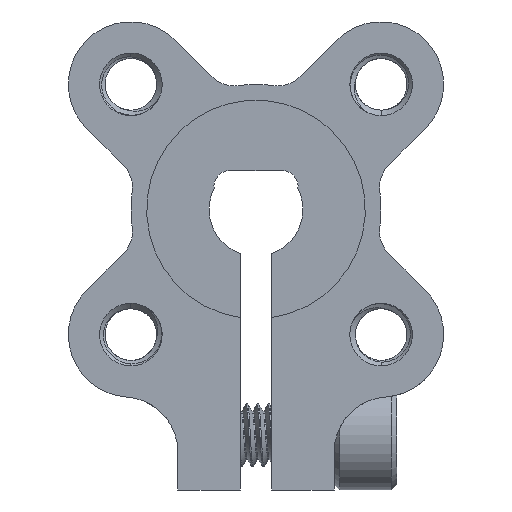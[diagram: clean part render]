
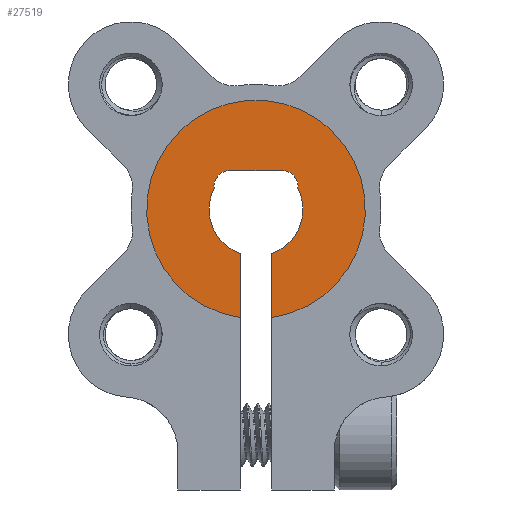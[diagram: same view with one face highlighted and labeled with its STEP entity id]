
A CAD part, front view. The second image highlights one B-rep face of the part: STEP entity #27519.
In plain terms, the highlighted planar face has unit normal (0, -1, 0).
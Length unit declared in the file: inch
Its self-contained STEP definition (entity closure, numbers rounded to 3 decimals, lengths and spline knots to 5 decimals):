
#70 = CARTESIAN_POINT ( 'NONE',  ( -0.03937, 0., -0.11136 ) ) ;
#361 = VERTEX_POINT ( 'NONE', #30764 ) ;
#424 = CIRCLE ( 'NONE', #10788, 0.11811 ) ;
#1326 = VERTEX_POINT ( 'NONE', #21337 ) ;
#2656 = DIRECTION ( 'NONE',  ( 0., 0., 1. ) ) ;
#2789 = DIRECTION ( 'NONE',  ( 0., -1., 0. ) ) ;
#3202 = AXIS2_PLACEMENT_3D ( 'NONE', #11346, #23530, #31163 ) ;
#3240 = CIRCLE ( 'NONE', #3202, 0.03937 ) ;
#4097 = CARTESIAN_POINT ( 'NONE',  ( -0.03937, 0., 0. ) ) ;
#4509 = CIRCLE ( 'NONE', #16801, 0.11811 ) ;
#4570 = DIRECTION ( 'NONE',  ( 0., 0., 1. ) ) ;
#5180 = CARTESIAN_POINT ( 'NONE',  ( 0.06646, 0., 0.05827 ) ) ;
#6472 = CARTESIAN_POINT ( 'NONE',  ( 0., 0., 0. ) ) ;
#6720 = VERTEX_POINT ( 'NONE', #15983 ) ;
#7381 = AXIS2_PLACEMENT_3D ( 'NONE', #11872, #21856, #4570 ) ;
#7450 = CARTESIAN_POINT ( 'NONE',  ( -0.10549, 0., 0.05312 ) ) ;
#7704 = CARTESIAN_POINT ( 'NONE',  ( 0., 0., 0. ) ) ;
#8173 = ORIENTED_EDGE ( 'NONE', *, *, #20073, .F. ) ;
#8707 = VECTOR ( 'NONE', #27949, 39.37008 ) ;
#8983 = DIRECTION ( 'NONE',  ( 0., 0., -1. ) ) ;
#9117 = DIRECTION ( 'NONE',  ( 0., 0., 1. ) ) ;
#10096 = DIRECTION ( 'NONE',  ( 0., 0., -1. ) ) ;
#10463 = EDGE_CURVE ( 'NONE', #15977, #24856, #30020, .T. ) ;
#10788 = AXIS2_PLACEMENT_3D ( 'NONE', #7704, #19988, #10096 ) ;
#11346 = CARTESIAN_POINT ( 'NONE',  ( -0.06646, 0., 0.05827 ) ) ;
#11872 = CARTESIAN_POINT ( 'NONE',  ( 0., 0., 0. ) ) ;
#12973 = VERTEX_POINT ( 'NONE', #16091 ) ;
#13123 = EDGE_CURVE ( 'NONE', #13539, #18437, #4509, .T. ) ;
#13539 = VERTEX_POINT ( 'NONE', #7450 ) ;
#14613 = LINE ( 'NONE', #4097, #31794 ) ;
#15027 = DIRECTION ( 'NONE',  ( 0., 0., -1. ) ) ;
#15103 = DIRECTION ( 'NONE',  ( 0., 1., 0. ) ) ;
#15162 = ORIENTED_EDGE ( 'NONE', *, *, #16323, .T. ) ;
#15637 = VECTOR ( 'NONE', #27730, 39.37008 ) ;
#15977 = VERTEX_POINT ( 'NONE', #26291 ) ;
#15983 = CARTESIAN_POINT ( 'NONE',  ( 0.03937, 0., -0.11136 ) ) ;
#16091 = CARTESIAN_POINT ( 'NONE',  ( -0.06646, 0., 0.09764 ) ) ;
#16323 = EDGE_CURVE ( 'NONE', #1326, #18437, #14613, .T. ) ;
#16801 = AXIS2_PLACEMENT_3D ( 'NONE', #6472, #23973, #8983 ) ;
#17586 = CARTESIAN_POINT ( 'NONE',  ( 0., 0., 0.09764 ) ) ;
#17756 = EDGE_CURVE ( 'NONE', #1326, #361, #28619, .T. ) ;
#18339 = CARTESIAN_POINT ( 'NONE',  ( 0.03937, 0., 0. ) ) ;
#18437 = VERTEX_POINT ( 'NONE', #70 ) ;
#18505 = EDGE_LOOP ( 'NONE', ( #20864, #31637, #32020, #20086, #8173, #20769, #22677, #15162 ) ) ;
#19988 = DIRECTION ( 'NONE',  ( 0., -1., 0. ) ) ;
#20073 = EDGE_CURVE ( 'NONE', #6720, #15977, #424, .T. ) ;
#20086 = ORIENTED_EDGE ( 'NONE', *, *, #10463, .F. ) ;
#20769 = ORIENTED_EDGE ( 'NONE', *, *, #25876, .T. ) ;
#20864 = ORIENTED_EDGE ( 'NONE', *, *, #13123, .F. ) ;
#21337 = CARTESIAN_POINT ( 'NONE',  ( -0.03937, 0., -0.27237 ) ) ;
#21856 = DIRECTION ( 'NONE',  ( 0., 1., 0. ) ) ;
#22677 = ORIENTED_EDGE ( 'NONE', *, *, #17756, .F. ) ;
#22701 = LINE ( 'NONE', #17586, #15637 ) ;
#22816 = FACE_OUTER_BOUND ( 'NONE', #18505, .T. ) ;
#23530 = DIRECTION ( 'NONE',  ( 0., -1., 0. ) ) ;
#23973 = DIRECTION ( 'NONE',  ( 0., -1., 0. ) ) ;
#24856 = VERTEX_POINT ( 'NONE', #29359 ) ;
#25876 = EDGE_CURVE ( 'NONE', #6720, #361, #28657, .T. ) ;
#26291 = CARTESIAN_POINT ( 'NONE',  ( 0.10549, 0., 0.05312 ) ) ;
#27007 = AXIS2_PLACEMENT_3D ( 'NONE', #5180, #2789, #15027 ) ;
#27519 = ADVANCED_FACE ( 'NONE', ( #22816 ), #32002, .F. ) ;
#27730 = DIRECTION ( 'NONE',  ( 1., 0., 0. ) ) ;
#27949 = DIRECTION ( 'NONE',  ( 0., 0., -1. ) ) ;
#28619 = CIRCLE ( 'NONE', #30343, 0.2752 ) ;
#28657 = LINE ( 'NONE', #18339, #8707 ) ;
#28880 = EDGE_CURVE ( 'NONE', #12973, #13539, #3240, .T. ) ;
#29359 = CARTESIAN_POINT ( 'NONE',  ( 0.06646, 0., 0.09764 ) ) ;
#30020 = CIRCLE ( 'NONE', #27007, 0.03937 ) ;
#30082 = CARTESIAN_POINT ( 'NONE',  ( 0., 0., 0. ) ) ;
#30343 = AXIS2_PLACEMENT_3D ( 'NONE', #30082, #15103, #2656 ) ;
#30764 = CARTESIAN_POINT ( 'NONE',  ( 0.03937, 0., -0.27237 ) ) ;
#31163 = DIRECTION ( 'NONE',  ( 0., 0., 1. ) ) ;
#31637 = ORIENTED_EDGE ( 'NONE', *, *, #28880, .F. ) ;
#31794 = VECTOR ( 'NONE', #9117, 39.37008 ) ;
#32002 = PLANE ( 'NONE',  #7381 ) ;
#32020 = ORIENTED_EDGE ( 'NONE', *, *, #32150, .T. ) ;
#32150 = EDGE_CURVE ( 'NONE', #12973, #24856, #22701, .T. ) ;
